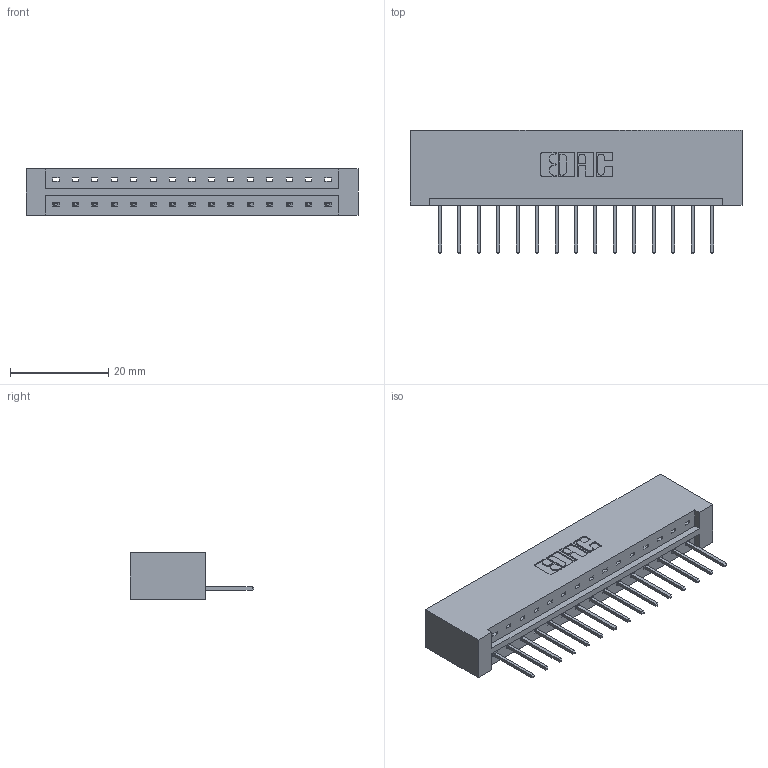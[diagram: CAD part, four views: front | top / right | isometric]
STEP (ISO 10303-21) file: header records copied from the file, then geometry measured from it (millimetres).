
FILE_DESCRIPTION (( 'STEP AP203' ), '1' );
FILE_NAME ('833-015-523-101.STEP', '2020-05-31T15:40:17', ( '' ), ( '' ), 'SwSTEP 2.0', 'SolidWorks 2020', '' );
FILE_SCHEMA (( 'CONFIG_CONTROL_DESIGN' ));
Length unit declared in the file: inch
Products named in the file (3): 345-292-001_345-293-123; 833 Part_Lugless; 833-015-523-101
Assembly tree (16 placements, depth 2):
  833-015-523-101
    833 Part_Lugless
    345-292-001_345-293-123  x15
Bounding box: 67.69 x 25.15 x 9.4 mm (x, y, z)
Volume: 7186.4 mm3; surface area: 7570.7 mm2
Topology: 16 solids, 16 shells, 976 faces, 2927 edges, 1930 vertices
Faces by surface type: plane 696, cylinder 280
Entity records: 12403 total; most frequent: CARTESIAN_POINT 2151, ORIENTED_EDGE 2102, DIRECTION 1861, EDGE_CURVE 1051, VECTOR 931, LINE 931, VERTEX_POINT 698, AXIS2_PLACEMENT_3D 465
